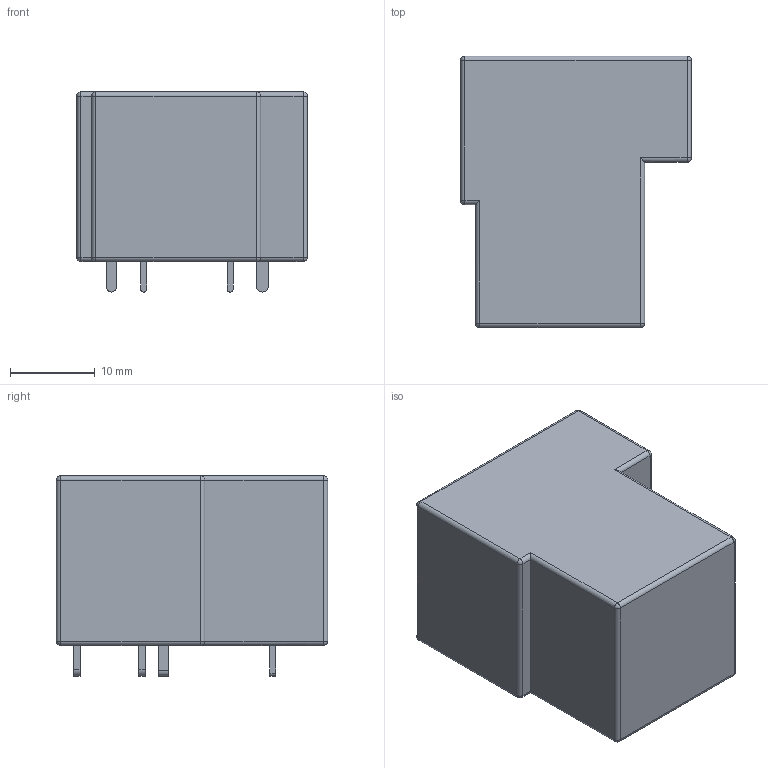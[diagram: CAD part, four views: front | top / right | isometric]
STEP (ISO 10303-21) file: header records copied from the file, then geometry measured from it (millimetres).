
FILE_DESCRIPTION (( 'STEP AP214' ), '1' );
FILE_NAME ('RELAY-TH_NB90-XXS-S-C.step', '2022-07-09T13:47:31', ( '' ), ( '' ), 'SwSTEP 2.0', 'SolidWorks 2020', '' );
FILE_SCHEMA (( 'AUTOMOTIVE_DESIGN' ));
Length unit declared in the file: millimetre
Products named in the file (1): RELAY-TH_NB90-XXS-S-C
Bounding box: 27.2 x 32.01 x 23.6 mm (x, y, z)
Volume: 14753.4 mm3; surface area: 3847.2 mm2
Topology: 11 solids, 11 shells, 362 faces, 935 edges, 602 vertices
Faces by surface type: plane 209, bspline 112, cylinder 29, sphere 12
Entity records: 15441 total; most frequent: CARTESIAN_POINT 4004, ORIENTED_EDGE 1846, DIRECTION 1243, EDGE_CURVE 923, LINE 641, VECTOR 641, VERTEX_POINT 602, EDGE_LOOP 385
